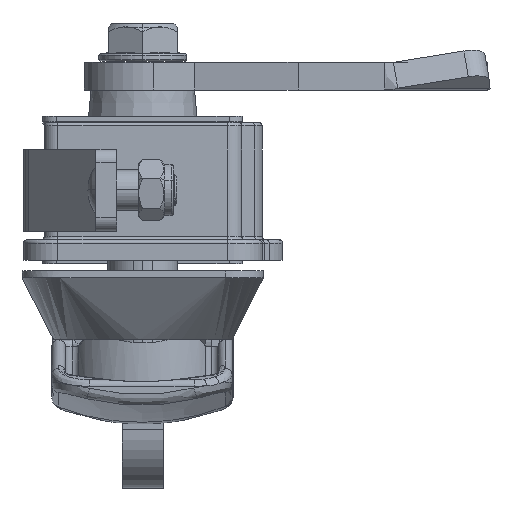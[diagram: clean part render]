
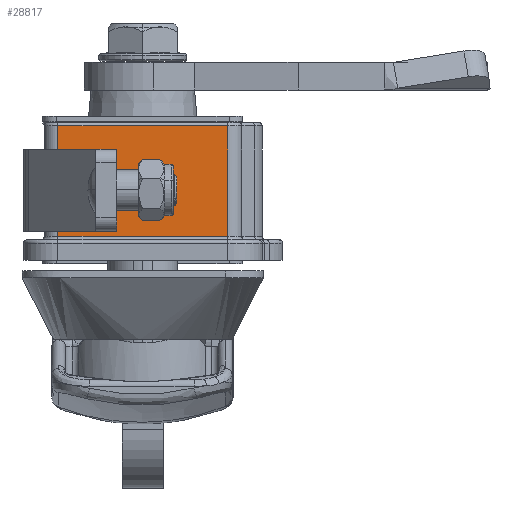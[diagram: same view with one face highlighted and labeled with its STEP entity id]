
A CAD part, left-side view. The second image highlights one B-rep face of the part: STEP entity #28817.
In plain terms, the highlighted planar face has unit normal (-1, 0, 0).
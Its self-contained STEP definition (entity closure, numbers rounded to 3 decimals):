
#61 = ORIENTED_EDGE ( 'NONE', *, *, #5375, .F. ) ;
#1282 = VERTEX_POINT ( 'NONE', #18862 ) ;
#1315 = DIRECTION ( 'NONE',  ( 0., 0., -1. ) ) ;
#1399 = LINE ( 'NONE', #14184, #37362 ) ;
#2181 = CARTESIAN_POINT ( 'NONE',  ( -76.8, -62.3, 5. ) ) ;
#2782 = VECTOR ( 'NONE', #1315, 1000. ) ;
#5375 = EDGE_CURVE ( 'NONE', #34754, #28484, #40767, .T. ) ;
#5626 = AXIS2_PLACEMENT_3D ( 'NONE', #22617, #12356, #25766 ) ;
#8451 = DIRECTION ( 'NONE',  ( 0., 1., 0. ) ) ;
#9695 = VERTEX_POINT ( 'NONE', #13815 ) ;
#9907 = EDGE_LOOP ( 'NONE', ( #61, #20405, #39194, #40519 ) ) ;
#10200 = DIRECTION ( 'NONE',  ( 0., 0., 1. ) ) ;
#12164 = VECTOR ( 'NONE', #8451, 1000. ) ;
#12356 = DIRECTION ( 'NONE',  ( 1., 0., 0. ) ) ;
#13045 = CARTESIAN_POINT ( 'NONE',  ( -76.8, -37.7, 5. ) ) ;
#13815 = CARTESIAN_POINT ( 'NONE',  ( -76.8, -62.3, 21. ) ) ;
#14184 = CARTESIAN_POINT ( 'NONE',  ( -76.8, -64.5, 21. ) ) ;
#14322 = CARTESIAN_POINT ( 'NONE',  ( -76.8, -62.3, 21.5 ) ) ;
#16509 = DIRECTION ( 'NONE',  ( 0., -1., 0. ) ) ;
#16890 = CARTESIAN_POINT ( 'NONE',  ( -76.8, -37.7, 21.5 ) ) ;
#18862 = CARTESIAN_POINT ( 'NONE',  ( -76.8, -37.7, 21. ) ) ;
#20405 = ORIENTED_EDGE ( 'NONE', *, *, #24847, .F. ) ;
#22617 = CARTESIAN_POINT ( 'NONE',  ( -76.8, -35.7, 21.5 ) ) ;
#22758 = LINE ( 'NONE', #16890, #31931 ) ;
#24847 = EDGE_CURVE ( 'NONE', #9695, #34754, #39534, .T. ) ;
#24934 = FACE_OUTER_BOUND ( 'NONE', #9907, .T. ) ;
#25766 = DIRECTION ( 'NONE',  ( 0., 0., 1. ) ) ;
#28484 = VERTEX_POINT ( 'NONE', #13045 ) ;
#28817 = ADVANCED_FACE ( 'NONE', ( #24934 ), #37785, .F. ) ;
#31931 = VECTOR ( 'NONE', #10200, 1000. ) ;
#34754 = VERTEX_POINT ( 'NONE', #2181 ) ;
#36656 = EDGE_CURVE ( 'NONE', #28484, #1282, #22758, .T. ) ;
#37355 = EDGE_CURVE ( 'NONE', #1282, #9695, #1399, .T. ) ;
#37362 = VECTOR ( 'NONE', #16509, 1000. ) ;
#37785 = PLANE ( 'NONE',  #5626 ) ;
#39194 = ORIENTED_EDGE ( 'NONE', *, *, #37355, .F. ) ;
#39534 = LINE ( 'NONE', #14322, #2782 ) ;
#40146 = CARTESIAN_POINT ( 'NONE',  ( -76.8, -35.7, 5. ) ) ;
#40519 = ORIENTED_EDGE ( 'NONE', *, *, #36656, .F. ) ;
#40767 = LINE ( 'NONE', #40146, #12164 ) ;
